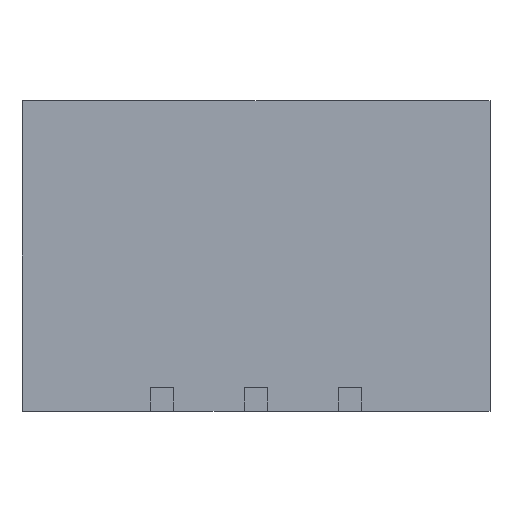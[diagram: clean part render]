
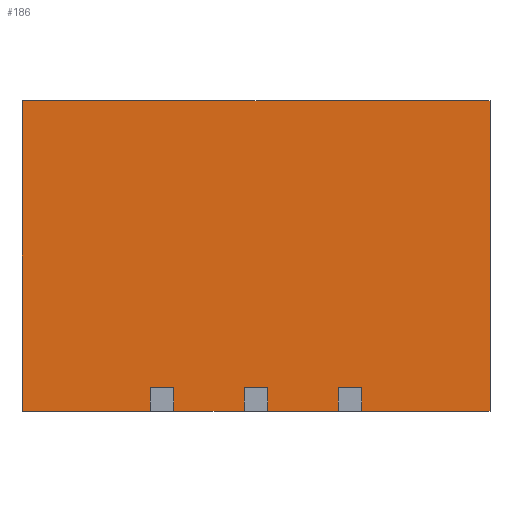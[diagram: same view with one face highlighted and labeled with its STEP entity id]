
A CAD part, front view. The second image highlights one B-rep face of the part: STEP entity #186.
In plain terms, the highlighted planar face has unit normal (0, -1, 0).
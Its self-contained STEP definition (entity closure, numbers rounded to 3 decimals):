
#62 = VERTEX_POINT('',#63);
#63 = CARTESIAN_POINT('',(2.25,-0.75,0.01));
#70 = VERTEX_POINT('',#71);
#71 = CARTESIAN_POINT('',(1.75,-0.75,0.01));
#92 = EDGE_CURVE('',#93,#95,#97,.T.);
#93 = VERTEX_POINT('',#94);
#94 = CARTESIAN_POINT('',(2.25,-0.75,0.51));
#95 = VERTEX_POINT('',#96);
#96 = CARTESIAN_POINT('',(2.25,-0.75,0.11));
#97 = LINE('',#98,#99);
#98 = CARTESIAN_POINT('',(2.25,-0.75,6.61));
#99 = VECTOR('',#100,1.);
#100 = DIRECTION('',(0.,0.,-1.));
#110 = EDGE_CURVE('',#95,#62,#111,.T.);
#111 = LINE('',#112,#113);
#112 = CARTESIAN_POINT('',(2.25,-0.75,6.61));
#113 = VECTOR('',#114,1.);
#114 = DIRECTION('',(0.,0.,-1.));
#125 = EDGE_CURVE('',#93,#126,#128,.T.);
#126 = VERTEX_POINT('',#127);
#127 = CARTESIAN_POINT('',(1.75,-0.75,0.51));
#128 = LINE('',#129,#130);
#129 = CARTESIAN_POINT('',(-4.975,-0.75,0.51));
#130 = VECTOR('',#131,1.);
#131 = DIRECTION('',(-1.,0.,0.));
#148 = EDGE_CURVE('',#70,#149,#151,.T.);
#149 = VERTEX_POINT('',#150);
#150 = CARTESIAN_POINT('',(1.75,-0.75,0.11));
#151 = LINE('',#152,#153);
#152 = CARTESIAN_POINT('',(1.75,-0.75,6.61));
#153 = VECTOR('',#154,1.);
#154 = DIRECTION('',(0.,0.,1.));
#159 = EDGE_CURVE('',#149,#126,#160,.T.);
#160 = LINE('',#161,#162);
#161 = CARTESIAN_POINT('',(1.75,-0.75,6.61));
#162 = VECTOR('',#163,1.);
#163 = DIRECTION('',(0.,0.,1.));
#186 = ADVANCED_FACE('',(#187),#328,.F.);
#187 = FACE_BOUND('',#188,.T.);
#188 = EDGE_LOOP('',(#189,#190,#191,#192,#200,#208,#216,#224,#232,#240,
    #248,#256,#264,#272,#280,#288,#296,#304,#312,#320,#326,#327));
#189 = ORIENTED_EDGE('',*,*,#125,.F.);
#190 = ORIENTED_EDGE('',*,*,#92,.T.);
#191 = ORIENTED_EDGE('',*,*,#110,.T.);
#192 = ORIENTED_EDGE('',*,*,#193,.T.);
#193 = EDGE_CURVE('',#62,#194,#196,.T.);
#194 = VERTEX_POINT('',#195);
#195 = CARTESIAN_POINT('',(4.975,-0.75,0.01));
#196 = LINE('',#197,#198);
#197 = CARTESIAN_POINT('',(-4.975,-0.75,0.01));
#198 = VECTOR('',#199,1.);
#199 = DIRECTION('',(1.,0.,0.));
#200 = ORIENTED_EDGE('',*,*,#201,.T.);
#201 = EDGE_CURVE('',#194,#202,#204,.T.);
#202 = VERTEX_POINT('',#203);
#203 = CARTESIAN_POINT('',(4.975,-0.75,6.61));
#204 = LINE('',#205,#206);
#205 = CARTESIAN_POINT('',(4.975,-0.75,6.61));
#206 = VECTOR('',#207,1.);
#207 = DIRECTION('',(0.,0.,1.));
#208 = ORIENTED_EDGE('',*,*,#209,.F.);
#209 = EDGE_CURVE('',#210,#202,#212,.T.);
#210 = VERTEX_POINT('',#211);
#211 = CARTESIAN_POINT('',(-4.975,-0.75,6.61));
#212 = LINE('',#213,#214);
#213 = CARTESIAN_POINT('',(-4.975,-0.75,6.61));
#214 = VECTOR('',#215,1.);
#215 = DIRECTION('',(1.,0.,0.));
#216 = ORIENTED_EDGE('',*,*,#217,.F.);
#217 = EDGE_CURVE('',#218,#210,#220,.T.);
#218 = VERTEX_POINT('',#219);
#219 = CARTESIAN_POINT('',(-4.975,-0.75,0.01));
#220 = LINE('',#221,#222);
#221 = CARTESIAN_POINT('',(-4.975,-0.75,6.61));
#222 = VECTOR('',#223,1.);
#223 = DIRECTION('',(0.,0.,1.));
#224 = ORIENTED_EDGE('',*,*,#225,.T.);
#225 = EDGE_CURVE('',#218,#226,#228,.T.);
#226 = VERTEX_POINT('',#227);
#227 = CARTESIAN_POINT('',(-2.25,-0.75,0.01));
#228 = LINE('',#229,#230);
#229 = CARTESIAN_POINT('',(-4.975,-0.75,0.01));
#230 = VECTOR('',#231,1.);
#231 = DIRECTION('',(1.,0.,0.));
#232 = ORIENTED_EDGE('',*,*,#233,.T.);
#233 = EDGE_CURVE('',#226,#234,#236,.T.);
#234 = VERTEX_POINT('',#235);
#235 = CARTESIAN_POINT('',(-2.25,-0.75,0.11));
#236 = LINE('',#237,#238);
#237 = CARTESIAN_POINT('',(-2.25,-0.75,6.61));
#238 = VECTOR('',#239,1.);
#239 = DIRECTION('',(0.,0.,1.));
#240 = ORIENTED_EDGE('',*,*,#241,.T.);
#241 = EDGE_CURVE('',#234,#242,#244,.T.);
#242 = VERTEX_POINT('',#243);
#243 = CARTESIAN_POINT('',(-2.25,-0.75,0.51));
#244 = LINE('',#245,#246);
#245 = CARTESIAN_POINT('',(-2.25,-0.75,6.61));
#246 = VECTOR('',#247,1.);
#247 = DIRECTION('',(0.,0.,1.));
#248 = ORIENTED_EDGE('',*,*,#249,.F.);
#249 = EDGE_CURVE('',#250,#242,#252,.T.);
#250 = VERTEX_POINT('',#251);
#251 = CARTESIAN_POINT('',(-1.75,-0.75,0.51));
#252 = LINE('',#253,#254);
#253 = CARTESIAN_POINT('',(-4.975,-0.75,0.51));
#254 = VECTOR('',#255,1.);
#255 = DIRECTION('',(-1.,0.,0.));
#256 = ORIENTED_EDGE('',*,*,#257,.T.);
#257 = EDGE_CURVE('',#250,#258,#260,.T.);
#258 = VERTEX_POINT('',#259);
#259 = CARTESIAN_POINT('',(-1.75,-0.75,0.11));
#260 = LINE('',#261,#262);
#261 = CARTESIAN_POINT('',(-1.75,-0.75,6.61));
#262 = VECTOR('',#263,1.);
#263 = DIRECTION('',(0.,0.,-1.));
#264 = ORIENTED_EDGE('',*,*,#265,.T.);
#265 = EDGE_CURVE('',#258,#266,#268,.T.);
#266 = VERTEX_POINT('',#267);
#267 = CARTESIAN_POINT('',(-1.75,-0.75,0.01));
#268 = LINE('',#269,#270);
#269 = CARTESIAN_POINT('',(-1.75,-0.75,6.61));
#270 = VECTOR('',#271,1.);
#271 = DIRECTION('',(0.,0.,-1.));
#272 = ORIENTED_EDGE('',*,*,#273,.T.);
#273 = EDGE_CURVE('',#266,#274,#276,.T.);
#274 = VERTEX_POINT('',#275);
#275 = CARTESIAN_POINT('',(-0.25,-0.75,0.01));
#276 = LINE('',#277,#278);
#277 = CARTESIAN_POINT('',(-4.975,-0.75,0.01));
#278 = VECTOR('',#279,1.);
#279 = DIRECTION('',(1.,0.,0.));
#280 = ORIENTED_EDGE('',*,*,#281,.T.);
#281 = EDGE_CURVE('',#274,#282,#284,.T.);
#282 = VERTEX_POINT('',#283);
#283 = CARTESIAN_POINT('',(-0.25,-0.75,0.11));
#284 = LINE('',#285,#286);
#285 = CARTESIAN_POINT('',(-0.25,-0.75,6.61));
#286 = VECTOR('',#287,1.);
#287 = DIRECTION('',(0.,0.,1.));
#288 = ORIENTED_EDGE('',*,*,#289,.T.);
#289 = EDGE_CURVE('',#282,#290,#292,.T.);
#290 = VERTEX_POINT('',#291);
#291 = CARTESIAN_POINT('',(-0.25,-0.75,0.51));
#292 = LINE('',#293,#294);
#293 = CARTESIAN_POINT('',(-0.25,-0.75,6.61));
#294 = VECTOR('',#295,1.);
#295 = DIRECTION('',(0.,0.,1.));
#296 = ORIENTED_EDGE('',*,*,#297,.F.);
#297 = EDGE_CURVE('',#298,#290,#300,.T.);
#298 = VERTEX_POINT('',#299);
#299 = CARTESIAN_POINT('',(0.25,-0.75,0.51));
#300 = LINE('',#301,#302);
#301 = CARTESIAN_POINT('',(-4.975,-0.75,0.51));
#302 = VECTOR('',#303,1.);
#303 = DIRECTION('',(-1.,0.,0.));
#304 = ORIENTED_EDGE('',*,*,#305,.T.);
#305 = EDGE_CURVE('',#298,#306,#308,.T.);
#306 = VERTEX_POINT('',#307);
#307 = CARTESIAN_POINT('',(0.25,-0.75,0.11));
#308 = LINE('',#309,#310);
#309 = CARTESIAN_POINT('',(0.25,-0.75,6.61));
#310 = VECTOR('',#311,1.);
#311 = DIRECTION('',(0.,0.,-1.));
#312 = ORIENTED_EDGE('',*,*,#313,.T.);
#313 = EDGE_CURVE('',#306,#314,#316,.T.);
#314 = VERTEX_POINT('',#315);
#315 = CARTESIAN_POINT('',(0.25,-0.75,0.01));
#316 = LINE('',#317,#318);
#317 = CARTESIAN_POINT('',(0.25,-0.75,6.61));
#318 = VECTOR('',#319,1.);
#319 = DIRECTION('',(0.,0.,-1.));
#320 = ORIENTED_EDGE('',*,*,#321,.T.);
#321 = EDGE_CURVE('',#314,#70,#322,.T.);
#322 = LINE('',#323,#324);
#323 = CARTESIAN_POINT('',(-4.975,-0.75,0.01));
#324 = VECTOR('',#325,1.);
#325 = DIRECTION('',(1.,0.,0.));
#326 = ORIENTED_EDGE('',*,*,#148,.T.);
#327 = ORIENTED_EDGE('',*,*,#159,.T.);
#328 = PLANE('',#329);
#329 = AXIS2_PLACEMENT_3D('',#330,#331,#332);
#330 = CARTESIAN_POINT('',(-4.975,-0.75,6.61));
#331 = DIRECTION('',(0.,1.,0.));
#332 = DIRECTION('',(-1.,0.,0.));
